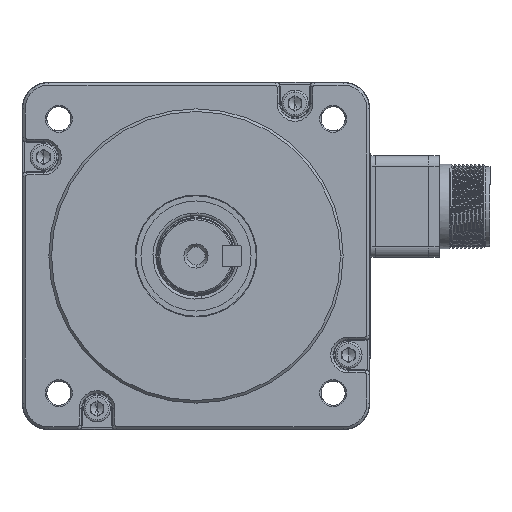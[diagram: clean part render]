
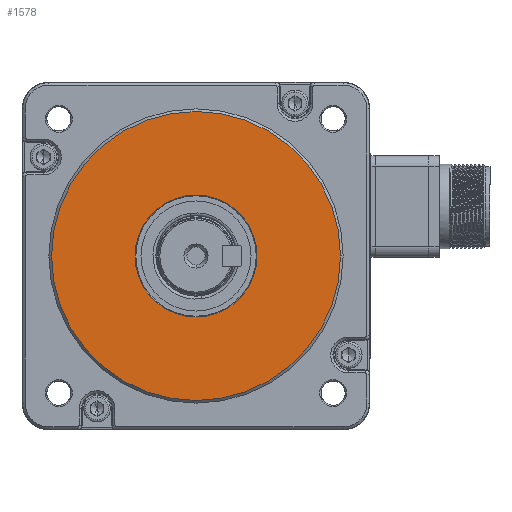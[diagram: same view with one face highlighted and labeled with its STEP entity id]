
A CAD part, left-side view. The second image highlights one B-rep face of the part: STEP entity #1578.
In plain terms, the highlighted planar face has unit normal (-1, 0, 0).
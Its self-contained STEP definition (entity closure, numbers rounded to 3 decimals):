
#270 = VERTEX_POINT ( 'NONE', #51313 ) ;
#694 = AXIS2_PLACEMENT_3D ( 'NONE', #45408, #45394, #45344 ) ;
#1578 = ADVANCED_FACE ( 'NONE', ( #32148, #28033 ), #48575, .F. ) ;
#9885 = VERTEX_POINT ( 'NONE', #25332 ) ;
#10697 = AXIS2_PLACEMENT_3D ( 'NONE', #53768, #53762, #53699 ) ;
#11230 = CIRCLE ( 'NONE', #10697, 54. ) ;
#12870 = ORIENTED_EDGE ( 'NONE', *, *, #19910, .F. ) ;
#16532 = DIRECTION ( 'NONE',  ( 0., -1., 0. ) ) ;
#16601 = DIRECTION ( 'NONE',  ( -1., 0., 0. ) ) ;
#16648 = CARTESIAN_POINT ( 'NONE',  ( 57., 0., 0. ) ) ;
#16650 = AXIS2_PLACEMENT_3D ( 'NONE', #32493, #32436, #32367 ) ;
#17820 = ORIENTED_EDGE ( 'NONE', *, *, #32175, .F. ) ;
#19910 = EDGE_CURVE ( 'NONE', #9885, #31535, #37989, .T. ) ;
#22434 = CIRCLE ( 'NONE', #694, 54. ) ;
#24035 = EDGE_CURVE ( 'NONE', #44513, #270, #11230, .T. ) ;
#25332 = CARTESIAN_POINT ( 'NONE',  ( 57., -22.789, 0. ) ) ;
#28033 = FACE_BOUND ( 'NONE', #28357, .T. ) ;
#28357 = EDGE_LOOP ( 'NONE', ( #17820, #12870 ) ) ;
#31535 = VERTEX_POINT ( 'NONE', #31985 ) ;
#31985 = CARTESIAN_POINT ( 'NONE',  ( 57., 22.789, 0. ) ) ;
#32148 = FACE_OUTER_BOUND ( 'NONE', #52778, .T. ) ;
#32175 = EDGE_CURVE ( 'NONE', #31535, #9885, #42215, .T. ) ;
#32367 = DIRECTION ( 'NONE',  ( 0., -1., 0. ) ) ;
#32381 = ORIENTED_EDGE ( 'NONE', *, *, #39033, .F. ) ;
#32436 = DIRECTION ( 'NONE',  ( -1., 0., 0. ) ) ;
#32493 = CARTESIAN_POINT ( 'NONE',  ( 57., 0., 0. ) ) ;
#37989 = CIRCLE ( 'NONE', #16650, 22.789 ) ;
#39033 = EDGE_CURVE ( 'NONE', #270, #44513, #22434, .T. ) ;
#42215 = CIRCLE ( 'NONE', #48468, 22.789 ) ;
#43110 = ORIENTED_EDGE ( 'NONE', *, *, #24035, .F. ) ;
#44513 = VERTEX_POINT ( 'NONE', #48416 ) ;
#45344 = DIRECTION ( 'NONE',  ( 0., -1., 0. ) ) ;
#45394 = DIRECTION ( 'NONE',  ( 1., 0., 0. ) ) ;
#45408 = CARTESIAN_POINT ( 'NONE',  ( 57., 0., 0. ) ) ;
#45844 = AXIS2_PLACEMENT_3D ( 'NONE', #47695, #47498, #47435 ) ;
#47435 = DIRECTION ( 'NONE',  ( 0., -1., 0. ) ) ;
#47498 = DIRECTION ( 'NONE',  ( 1., 0., 0. ) ) ;
#47695 = CARTESIAN_POINT ( 'NONE',  ( 57., 0., 0. ) ) ;
#48416 = CARTESIAN_POINT ( 'NONE',  ( 57., -54., 0. ) ) ;
#48468 = AXIS2_PLACEMENT_3D ( 'NONE', #16648, #16601, #16532 ) ;
#48575 = PLANE ( 'NONE',  #45844 ) ;
#51313 = CARTESIAN_POINT ( 'NONE',  ( 57., 54., 0. ) ) ;
#52778 = EDGE_LOOP ( 'NONE', ( #43110, #32381 ) ) ;
#53699 = DIRECTION ( 'NONE',  ( 0., -1., 0. ) ) ;
#53762 = DIRECTION ( 'NONE',  ( 1., 0., 0. ) ) ;
#53768 = CARTESIAN_POINT ( 'NONE',  ( 57., 0., 0. ) ) ;
